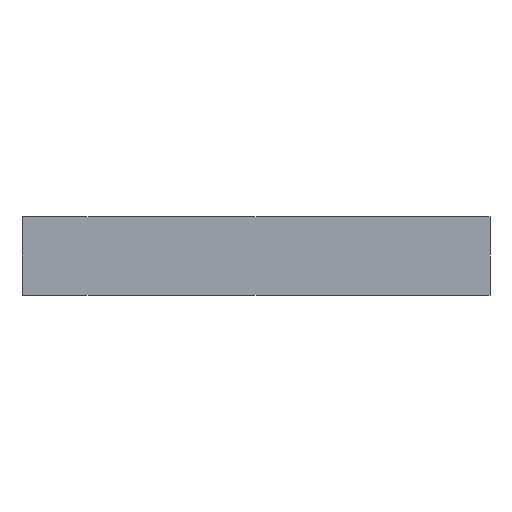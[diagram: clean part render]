
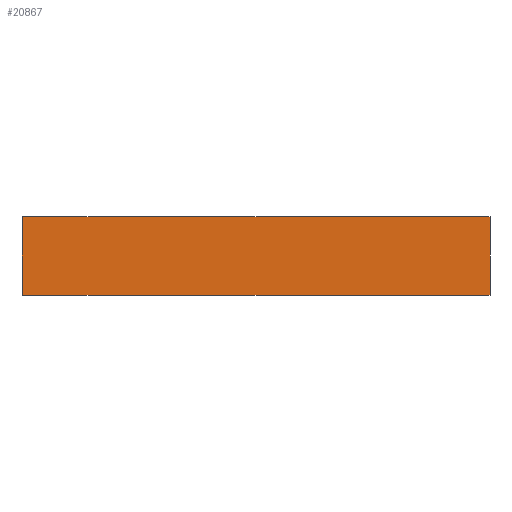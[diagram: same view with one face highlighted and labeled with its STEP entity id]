
A CAD part, front view. The second image highlights one B-rep face of the part: STEP entity #20867.
In plain terms, the highlighted planar face has unit normal (0, -1, 0).
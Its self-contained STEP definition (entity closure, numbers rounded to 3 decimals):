
#9608 = PLANE('',#9609);
#9609 = AXIS2_PLACEMENT_3D('',#9610,#9611,#9612);
#9610 = CARTESIAN_POINT('',(0.,0.,1.6)
  );
#9611 = DIRECTION('',(0.,0.,1.));
#9612 = DIRECTION('',(0.,1.,0.));
#9664 = PLANE('',#9665);
#9665 = AXIS2_PLACEMENT_3D('',#9666,#9667,#9668);
#9666 = CARTESIAN_POINT('',(0.,0.,-1.6)
  );
#9667 = DIRECTION('',(0.,0.,-1.));
#9668 = DIRECTION('',(-1.,0.,0.));
#14739 = EDGE_CURVE('',#14740,#14742,#14744,.T.);
#14740 = VERTEX_POINT('',#14741);
#14741 = CARTESIAN_POINT('',(9.5,-82.5,1.6));
#14742 = VERTEX_POINT('',#14743);
#14743 = CARTESIAN_POINT('',(-9.5,-82.5,1.6));
#14744 = SURFACE_CURVE('',#14745,(#14749,#14756),.PCURVE_S1.);
#14745 = LINE('',#14746,#14747);
#14746 = CARTESIAN_POINT('',(9.5,-82.5,1.6));
#14747 = VECTOR('',#14748,1.);
#14748 = DIRECTION('',(-1.,0.,0.));
#14749 = PCURVE('',#9608,#14750);
#14750 = DEFINITIONAL_REPRESENTATION('',(#14751),#14755);
#14751 = LINE('',#14752,#14753);
#14752 = CARTESIAN_POINT('',(-82.5,-9.5));
#14753 = VECTOR('',#14754,1.);
#14754 = DIRECTION('',(0.,1.));
#14755 = ( GEOMETRIC_REPRESENTATION_CONTEXT(2) 
PARAMETRIC_REPRESENTATION_CONTEXT() REPRESENTATION_CONTEXT('2D SPACE',''
  ) );
#14756 = PCURVE('',#14757,#14762);
#14757 = PLANE('',#14758);
#14758 = AXIS2_PLACEMENT_3D('',#14759,#14760,#14761);
#14759 = CARTESIAN_POINT('',(0.,-82.5,0.));
#14760 = DIRECTION('',(0.,-1.,0.));
#14761 = DIRECTION('',(0.,0.,-1.));
#14762 = DEFINITIONAL_REPRESENTATION('',(#14763),#14767);
#14763 = LINE('',#14764,#14765);
#14764 = CARTESIAN_POINT('',(-1.6,9.5));
#14765 = VECTOR('',#14766,1.);
#14766 = DIRECTION('',(0.,-1.));
#14767 = ( GEOMETRIC_REPRESENTATION_CONTEXT(2) 
PARAMETRIC_REPRESENTATION_CONTEXT() REPRESENTATION_CONTEXT('2D SPACE',''
  ) );
#14785 = PLANE('',#14786);
#14786 = AXIS2_PLACEMENT_3D('',#14787,#14788,#14789);
#14787 = CARTESIAN_POINT('',(9.5,-70.,0.));
#14788 = DIRECTION('',(1.,0.,0.));
#14789 = DIRECTION('',(0.,0.,1.));
#15169 = PLANE('',#15170);
#15170 = AXIS2_PLACEMENT_3D('',#15171,#15172,#15173);
#15171 = CARTESIAN_POINT('',(-9.5,-70.,0.));
#15172 = DIRECTION('',(-1.,0.,0.));
#15173 = DIRECTION('',(0.,0.,-1.));
#15233 = EDGE_CURVE('',#15234,#15236,#15238,.T.);
#15234 = VERTEX_POINT('',#15235);
#15235 = CARTESIAN_POINT('',(-9.5,-82.5,-1.6));
#15236 = VERTEX_POINT('',#15237);
#15237 = CARTESIAN_POINT('',(9.5,-82.5,-1.6));
#15238 = SURFACE_CURVE('',#15239,(#15243,#15250),.PCURVE_S1.);
#15239 = LINE('',#15240,#15241);
#15240 = CARTESIAN_POINT('',(-9.5,-82.5,-1.6));
#15241 = VECTOR('',#15242,1.);
#15242 = DIRECTION('',(1.,-0.,0.));
#15243 = PCURVE('',#9664,#15244);
#15244 = DEFINITIONAL_REPRESENTATION('',(#15245),#15249);
#15245 = LINE('',#15246,#15247);
#15246 = CARTESIAN_POINT('',(9.5,-82.5));
#15247 = VECTOR('',#15248,1.);
#15248 = DIRECTION('',(-1.,0.));
#15249 = ( GEOMETRIC_REPRESENTATION_CONTEXT(2) 
PARAMETRIC_REPRESENTATION_CONTEXT() REPRESENTATION_CONTEXT('2D SPACE',''
  ) );
#15250 = PCURVE('',#14757,#15251);
#15251 = DEFINITIONAL_REPRESENTATION('',(#15252),#15256);
#15252 = LINE('',#15253,#15254);
#15253 = CARTESIAN_POINT('',(1.6,-9.5));
#15254 = VECTOR('',#15255,1.);
#15255 = DIRECTION('',(0.,1.));
#15256 = ( GEOMETRIC_REPRESENTATION_CONTEXT(2) 
PARAMETRIC_REPRESENTATION_CONTEXT() REPRESENTATION_CONTEXT('2D SPACE',''
  ) );
#20867 = ADVANCED_FACE('',(#20868),#14757,.T.);
#20868 = FACE_BOUND('',#20869,.T.);
#20869 = EDGE_LOOP('',(#20870,#20871,#20892,#20893));
#20870 = ORIENTED_EDGE('',*,*,#15233,.T.);
#20871 = ORIENTED_EDGE('',*,*,#20872,.F.);
#20872 = EDGE_CURVE('',#14740,#15236,#20873,.T.);
#20873 = SURFACE_CURVE('',#20874,(#20878,#20885),.PCURVE_S1.);
#20874 = LINE('',#20875,#20876);
#20875 = CARTESIAN_POINT('',(9.5,-82.5,1.6));
#20876 = VECTOR('',#20877,1.);
#20877 = DIRECTION('',(0.,0.,-1.));
#20878 = PCURVE('',#14757,#20879);
#20879 = DEFINITIONAL_REPRESENTATION('',(#20880),#20884);
#20880 = LINE('',#20881,#20882);
#20881 = CARTESIAN_POINT('',(-1.6,9.5));
#20882 = VECTOR('',#20883,1.);
#20883 = DIRECTION('',(1.,0.));
#20884 = ( GEOMETRIC_REPRESENTATION_CONTEXT(2) 
PARAMETRIC_REPRESENTATION_CONTEXT() REPRESENTATION_CONTEXT('2D SPACE',''
  ) );
#20885 = PCURVE('',#14785,#20886);
#20886 = DEFINITIONAL_REPRESENTATION('',(#20887),#20891);
#20887 = LINE('',#20888,#20889);
#20888 = CARTESIAN_POINT('',(1.6,12.5));
#20889 = VECTOR('',#20890,1.);
#20890 = DIRECTION('',(-1.,0.));
#20891 = ( GEOMETRIC_REPRESENTATION_CONTEXT(2) 
PARAMETRIC_REPRESENTATION_CONTEXT() REPRESENTATION_CONTEXT('2D SPACE',''
  ) );
#20892 = ORIENTED_EDGE('',*,*,#14739,.T.);
#20893 = ORIENTED_EDGE('',*,*,#20894,.T.);
#20894 = EDGE_CURVE('',#14742,#15234,#20895,.T.);
#20895 = SURFACE_CURVE('',#20896,(#20900,#20907),.PCURVE_S1.);
#20896 = LINE('',#20897,#20898);
#20897 = CARTESIAN_POINT('',(-9.5,-82.5,1.6));
#20898 = VECTOR('',#20899,1.);
#20899 = DIRECTION('',(0.,0.,-1.));
#20900 = PCURVE('',#14757,#20901);
#20901 = DEFINITIONAL_REPRESENTATION('',(#20902),#20906);
#20902 = LINE('',#20903,#20904);
#20903 = CARTESIAN_POINT('',(-1.6,-9.5));
#20904 = VECTOR('',#20905,1.);
#20905 = DIRECTION('',(1.,0.));
#20906 = ( GEOMETRIC_REPRESENTATION_CONTEXT(2) 
PARAMETRIC_REPRESENTATION_CONTEXT() REPRESENTATION_CONTEXT('2D SPACE',''
  ) );
#20907 = PCURVE('',#15169,#20908);
#20908 = DEFINITIONAL_REPRESENTATION('',(#20909),#20913);
#20909 = LINE('',#20910,#20911);
#20910 = CARTESIAN_POINT('',(-1.6,12.5));
#20911 = VECTOR('',#20912,1.);
#20912 = DIRECTION('',(1.,0.));
#20913 = ( GEOMETRIC_REPRESENTATION_CONTEXT(2) 
PARAMETRIC_REPRESENTATION_CONTEXT() REPRESENTATION_CONTEXT('2D SPACE',''
  ) );
